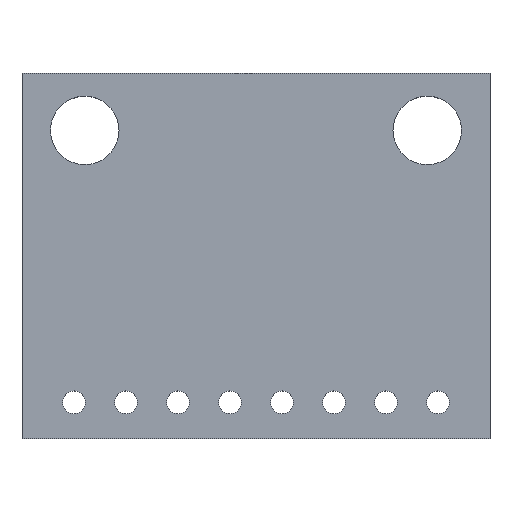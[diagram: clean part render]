
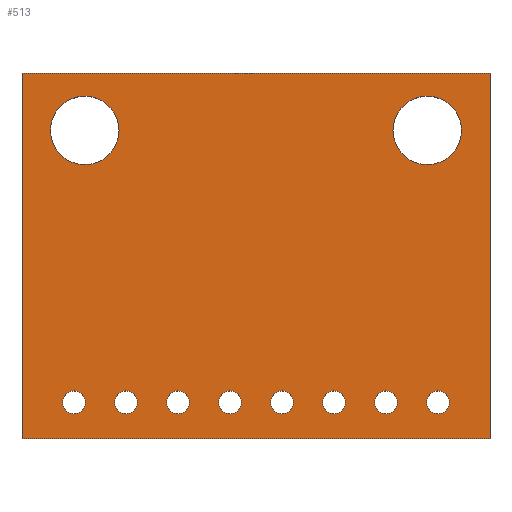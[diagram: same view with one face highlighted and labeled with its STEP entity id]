
A CAD part, top view. The second image highlights one B-rep face of the part: STEP entity #513.
In plain terms, the highlighted planar face has unit normal (0, 0, 1).
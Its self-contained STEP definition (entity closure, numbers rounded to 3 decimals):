
#24 = VERTEX_POINT('',#25);
#25 = CARTESIAN_POINT('',(-10.25,-8.,3.5));
#31 = EDGE_CURVE('',#24,#32,#34,.T.);
#32 = VERTEX_POINT('',#33);
#33 = CARTESIAN_POINT('',(10.25,-8.,3.5));
#34 = LINE('',#35,#36);
#35 = CARTESIAN_POINT('',(-10.25,-8.,3.5));
#36 = VECTOR('',#37,1.);
#37 = DIRECTION('',(1.,0.,0.));
#62 = EDGE_CURVE('',#32,#63,#65,.T.);
#63 = VERTEX_POINT('',#64);
#64 = CARTESIAN_POINT('',(10.25,8.,3.5));
#65 = LINE('',#66,#67);
#66 = CARTESIAN_POINT('',(10.25,-8.,3.5));
#67 = VECTOR('',#68,1.);
#68 = DIRECTION('',(0.,1.,0.));
#93 = EDGE_CURVE('',#63,#94,#96,.T.);
#94 = VERTEX_POINT('',#95);
#95 = CARTESIAN_POINT('',(-10.25,8.,3.5));
#96 = LINE('',#97,#98);
#97 = CARTESIAN_POINT('',(10.25,8.,3.5));
#98 = VECTOR('',#99,1.);
#99 = DIRECTION('',(-1.,0.,0.));
#124 = EDGE_CURVE('',#94,#24,#125,.T.);
#125 = LINE('',#126,#127);
#126 = CARTESIAN_POINT('',(-10.25,8.,3.5));
#127 = VECTOR('',#128,1.);
#128 = DIRECTION('',(0.,-1.,0.));
#148 = VERTEX_POINT('',#149);
#149 = CARTESIAN_POINT('',(9.,5.5,3.5));
#155 = EDGE_CURVE('',#148,#148,#156,.T.);
#156 = CIRCLE('',#157,1.5);
#157 = AXIS2_PLACEMENT_3D('',#158,#159,#160);
#158 = CARTESIAN_POINT('',(7.5,5.5,3.5));
#159 = DIRECTION('',(0.,0.,1.));
#160 = DIRECTION('',(1.,0.,0.));
#181 = VERTEX_POINT('',#182);
#182 = CARTESIAN_POINT('',(-6.,5.5,3.5));
#188 = EDGE_CURVE('',#181,#181,#189,.T.);
#189 = CIRCLE('',#190,1.5);
#190 = AXIS2_PLACEMENT_3D('',#191,#192,#193);
#191 = CARTESIAN_POINT('',(-7.5,5.5,3.5));
#192 = DIRECTION('',(0.,0.,1.));
#193 = DIRECTION('',(1.,0.,0.));
#214 = VERTEX_POINT('',#215);
#215 = CARTESIAN_POINT('',(8.472,-6.413,3.5));
#221 = EDGE_CURVE('',#214,#214,#222,.T.);
#222 = CIRCLE('',#223,0.5);
#223 = AXIS2_PLACEMENT_3D('',#224,#225,#226);
#224 = CARTESIAN_POINT('',(7.972,-6.413,3.5));
#225 = DIRECTION('',(0.,0.,1.));
#226 = DIRECTION('',(1.,0.,0.));
#247 = VERTEX_POINT('',#248);
#248 = CARTESIAN_POINT('',(-2.917,-6.413,3.5));
#254 = EDGE_CURVE('',#247,#247,#255,.T.);
#255 = CIRCLE('',#256,0.5);
#256 = AXIS2_PLACEMENT_3D('',#257,#258,#259);
#257 = CARTESIAN_POINT('',(-3.417,-6.413,3.5));
#258 = DIRECTION('',(0.,0.,1.));
#259 = DIRECTION('',(1.,0.,0.));
#280 = VERTEX_POINT('',#281);
#281 = CARTESIAN_POINT('',(1.639,-6.413,3.5));
#287 = EDGE_CURVE('',#280,#280,#288,.T.);
#288 = CIRCLE('',#289,0.5);
#289 = AXIS2_PLACEMENT_3D('',#290,#291,#292);
#290 = CARTESIAN_POINT('',(1.139,-6.413,3.5));
#291 = DIRECTION('',(0.,0.,1.));
#292 = DIRECTION('',(1.,0.,0.));
#313 = VERTEX_POINT('',#314);
#314 = CARTESIAN_POINT('',(-0.639,-6.413,3.5));
#320 = EDGE_CURVE('',#313,#313,#321,.T.);
#321 = CIRCLE('',#322,0.5);
#322 = AXIS2_PLACEMENT_3D('',#323,#324,#325);
#323 = CARTESIAN_POINT('',(-1.139,-6.413,3.5));
#324 = DIRECTION('',(0.,0.,1.));
#325 = DIRECTION('',(1.,0.,0.));
#346 = VERTEX_POINT('',#347);
#347 = CARTESIAN_POINT('',(6.194,-6.413,3.5));
#353 = EDGE_CURVE('',#346,#346,#354,.T.);
#354 = CIRCLE('',#355,0.5);
#355 = AXIS2_PLACEMENT_3D('',#356,#357,#358);
#356 = CARTESIAN_POINT('',(5.694,-6.413,3.5));
#357 = DIRECTION('',(0.,0.,1.));
#358 = DIRECTION('',(1.,0.,0.));
#379 = VERTEX_POINT('',#380);
#380 = CARTESIAN_POINT('',(3.917,-6.413,3.5));
#386 = EDGE_CURVE('',#379,#379,#387,.T.);
#387 = CIRCLE('',#388,0.5);
#388 = AXIS2_PLACEMENT_3D('',#389,#390,#391);
#389 = CARTESIAN_POINT('',(3.417,-6.413,3.5));
#390 = DIRECTION('',(0.,0.,1.));
#391 = DIRECTION('',(1.,0.,0.));
#412 = VERTEX_POINT('',#413);
#413 = CARTESIAN_POINT('',(-5.194,-6.413,3.5));
#419 = EDGE_CURVE('',#412,#412,#420,.T.);
#420 = CIRCLE('',#421,0.5);
#421 = AXIS2_PLACEMENT_3D('',#422,#423,#424);
#422 = CARTESIAN_POINT('',(-5.694,-6.413,3.5));
#423 = DIRECTION('',(0.,0.,1.));
#424 = DIRECTION('',(1.,0.,0.));
#445 = VERTEX_POINT('',#446);
#446 = CARTESIAN_POINT('',(-7.472,-6.413,3.5));
#452 = EDGE_CURVE('',#445,#445,#453,.T.);
#453 = CIRCLE('',#454,0.5);
#454 = AXIS2_PLACEMENT_3D('',#455,#456,#457);
#455 = CARTESIAN_POINT('',(-7.972,-6.413,3.5));
#456 = DIRECTION('',(0.,0.,1.));
#457 = DIRECTION('',(1.,0.,0.));
#513 = ADVANCED_FACE('',(#514,#520,#523,#526,#529,#532,#535,#538,#541,
    #544,#547),#550,.T.);
#514 = FACE_BOUND('',#515,.T.);
#515 = EDGE_LOOP('',(#516,#517,#518,#519));
#516 = ORIENTED_EDGE('',*,*,#31,.T.);
#517 = ORIENTED_EDGE('',*,*,#62,.T.);
#518 = ORIENTED_EDGE('',*,*,#93,.T.);
#519 = ORIENTED_EDGE('',*,*,#124,.T.);
#520 = FACE_BOUND('',#521,.F.);
#521 = EDGE_LOOP('',(#522));
#522 = ORIENTED_EDGE('',*,*,#155,.T.);
#523 = FACE_BOUND('',#524,.F.);
#524 = EDGE_LOOP('',(#525));
#525 = ORIENTED_EDGE('',*,*,#188,.T.);
#526 = FACE_BOUND('',#527,.F.);
#527 = EDGE_LOOP('',(#528));
#528 = ORIENTED_EDGE('',*,*,#221,.T.);
#529 = FACE_BOUND('',#530,.F.);
#530 = EDGE_LOOP('',(#531));
#531 = ORIENTED_EDGE('',*,*,#254,.T.);
#532 = FACE_BOUND('',#533,.F.);
#533 = EDGE_LOOP('',(#534));
#534 = ORIENTED_EDGE('',*,*,#287,.T.);
#535 = FACE_BOUND('',#536,.F.);
#536 = EDGE_LOOP('',(#537));
#537 = ORIENTED_EDGE('',*,*,#320,.T.);
#538 = FACE_BOUND('',#539,.F.);
#539 = EDGE_LOOP('',(#540));
#540 = ORIENTED_EDGE('',*,*,#353,.T.);
#541 = FACE_BOUND('',#542,.F.);
#542 = EDGE_LOOP('',(#543));
#543 = ORIENTED_EDGE('',*,*,#386,.T.);
#544 = FACE_BOUND('',#545,.F.);
#545 = EDGE_LOOP('',(#546));
#546 = ORIENTED_EDGE('',*,*,#419,.T.);
#547 = FACE_BOUND('',#548,.F.);
#548 = EDGE_LOOP('',(#549));
#549 = ORIENTED_EDGE('',*,*,#452,.T.);
#550 = PLANE('',#551);
#551 = AXIS2_PLACEMENT_3D('',#552,#553,#554);
#552 = CARTESIAN_POINT('',(0.,-0.435,3.5));
#553 = DIRECTION('',(0.,0.,1.));
#554 = DIRECTION('',(1.,0.,0.));
